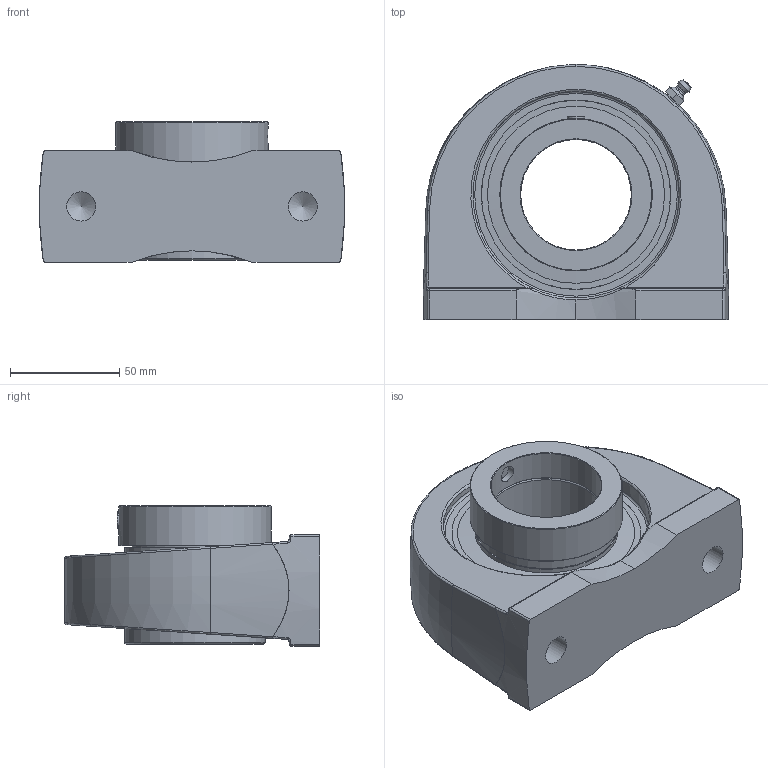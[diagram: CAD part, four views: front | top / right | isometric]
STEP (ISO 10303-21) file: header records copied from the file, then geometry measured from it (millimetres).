
FILE_DESCRIPTION(('HOOPS Exchange Step'),'2;1');
FILE_NAME('export-77479979-EF50-4186-A951-079E9E6C3039.stp','2019-12-13T14:59:18-08:00',('ibuslach'),('Alibre'),'HOOPS Exchange 2019.2','Alibre','Unknown authorisation');
FILE_SCHEMA( ('AP242_MANAGED_MODEL_BASED_3D_ENGINEERING_MIM_LF {1 0 10303 442 1 1 4 }') );
Length unit declared in the file: centimetre
Products named in the file (8): MRN SPA 210; UCP ZERK 6mm; SHC 210-32 RACE; SHC 210-32 COLLAR; SHC 210-32 SHIELD; SHC 207 SS; MRN SHC 210-32; MRN SHCPA 210-32
Assembly tree (7 placements, depth 3):
  MRN SHCPA 210-32
    MRN SPA 210
    UCP ZERK 6mm
    MRN SHC 210-32
      SHC 210-32 RACE
      SHC 210-32 COLLAR
      SHC 210-32 SHIELD
      SHC 207 SS
Bounding box: 140 x 117 x 64.26 mm (x, y, z)
Volume: 433225.8 mm3; surface area: 110204.2 mm2
Topology: 22 solids, 22 shells, 215 faces, 561 edges, 355 vertices
Faces by surface type: cylinder 59, plane 51, bspline 30, sphere 30, cone 24, torus 21
Full cylindrical faces by diameter (mm): 2.262 x2, 6 x2, 7.925 x1, 7.938 x2, 13.386 x2, 50.8 x2, 59.385 x2, 64.516 x4, 65.532 x2, 69.9 x1, 76.2 x2, 81.28 x4, 94.741 x2
Entity records: 13778 total; most frequent: CARTESIAN_POINT 8542, DIRECTION 1066, ORIENTED_EDGE 1038, EDGE_CURVE 519, AXIS2_PLACEMENT_3D 463, VERTEX_POINT 355, EDGE_LOOP 242, FACE_BOUND 242
